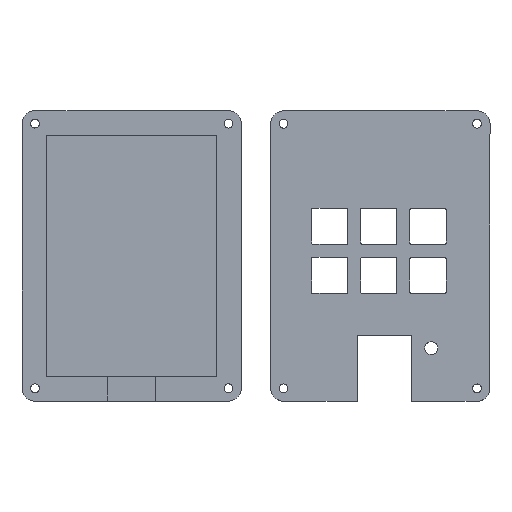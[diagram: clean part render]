
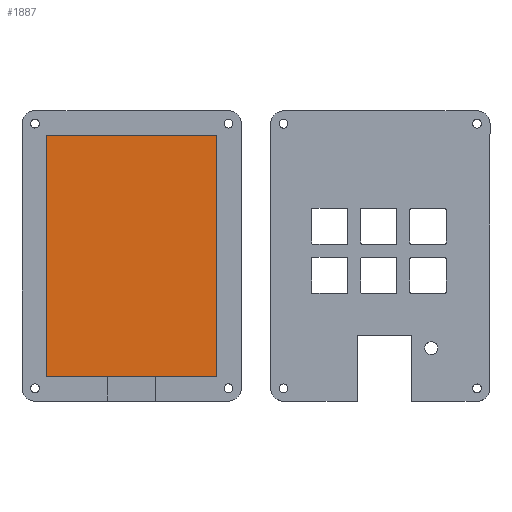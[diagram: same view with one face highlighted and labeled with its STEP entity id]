
A CAD part, top view. The second image highlights one B-rep face of the part: STEP entity #1887.
In plain terms, the highlighted planar face has unit normal (0, 0, 1).
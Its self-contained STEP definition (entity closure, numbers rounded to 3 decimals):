
#102=PLANE('',#2079);
#191=FACE_OUTER_BOUND('',#314,.T.);
#314=EDGE_LOOP('',(#1684,#1685,#1686,#1687));
#501=LINE('',#3157,#678);
#502=LINE('',#3159,#679);
#503=LINE('',#3161,#680);
#504=LINE('',#3162,#681);
#678=VECTOR('',#2592,10.);
#679=VECTOR('',#2593,10.);
#680=VECTOR('',#2594,10.);
#681=VECTOR('',#2595,10.);
#947=VERTEX_POINT('',#3155);
#948=VERTEX_POINT('',#3156);
#949=VERTEX_POINT('',#3158);
#950=VERTEX_POINT('',#3160);
#1201=EDGE_CURVE('',#947,#948,#501,.T.);
#1202=EDGE_CURVE('',#949,#947,#502,.T.);
#1203=EDGE_CURVE('',#950,#949,#503,.T.);
#1204=EDGE_CURVE('',#948,#950,#504,.T.);
#1684=ORIENTED_EDGE('',*,*,#1201,.F.);
#1685=ORIENTED_EDGE('',*,*,#1202,.F.);
#1686=ORIENTED_EDGE('',*,*,#1203,.F.);
#1687=ORIENTED_EDGE('',*,*,#1204,.F.);
#1887=ADVANCED_FACE('',(#191),#102,.T.);
#2079=AXIS2_PLACEMENT_3D('',#3154,#2590,#2591);
#2590=DIRECTION('center_axis',(0.,0.,1.));
#2591=DIRECTION('ref_axis',(1.,0.,0.));
#2592=DIRECTION('',(-1.,0.,0.));
#2593=DIRECTION('',(0.,-1.,0.));
#2594=DIRECTION('',(1.,0.,0.));
#2595=DIRECTION('',(0.,1.,0.));
#3154=CARTESIAN_POINT('Origin',(-6.914,-19.441,3.));
#3155=CARTESIAN_POINT('',(26.086,-66.191,3.));
#3156=CARTESIAN_POINT('',(-39.914,-66.191,3.));
#3157=CARTESIAN_POINT('',(9.586,-66.191,3.));
#3158=CARTESIAN_POINT('',(26.086,27.309,3.));
#3159=CARTESIAN_POINT('',(26.086,3.934,3.));
#3160=CARTESIAN_POINT('',(-39.914,27.309,3.));
#3161=CARTESIAN_POINT('',(-23.414,27.309,3.));
#3162=CARTESIAN_POINT('',(-39.914,-42.816,3.));
